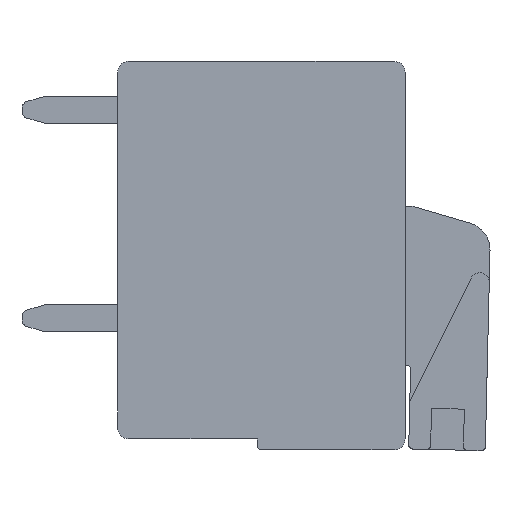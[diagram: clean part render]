
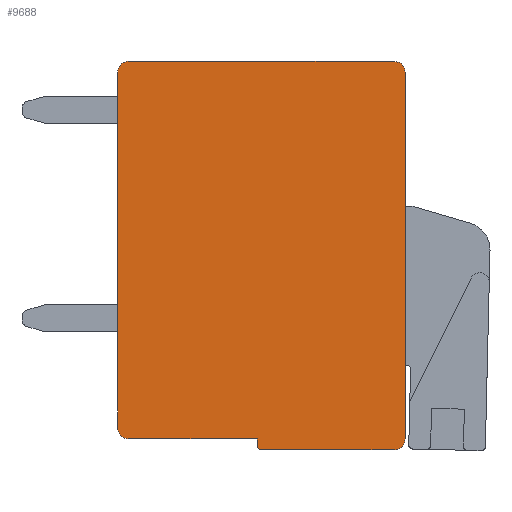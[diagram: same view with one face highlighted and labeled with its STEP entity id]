
A CAD part, front view. The second image highlights one B-rep face of the part: STEP entity #9688.
In plain terms, the highlighted planar face has unit normal (0, -1, 0).
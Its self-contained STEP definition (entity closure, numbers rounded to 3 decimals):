
#1=CARTESIAN_POINT('',(5.25,0.,-14.05));
#2=DIRECTION('',(0.,1.,0.));
#3=DIRECTION('',(0.,0.,-1.));
#4=AXIS2_PLACEMENT_3D('',#1,#2,#3);
#6=DIRECTION('',(0.,0.,1.));
#7=VECTOR('',#6,0.25);
#8=CARTESIAN_POINT('',(5.1,0.,-14.05));
#9=LINE('',#8,#7);
#10=DIRECTION('',(-1.,0.,0.));
#11=VECTOR('',#10,4.7);
#12=CARTESIAN_POINT('',(5.1,0.,-13.8));
#13=LINE('',#12,#11);
#14=CARTESIAN_POINT('',(0.4,0.,-13.4));
#15=DIRECTION('',(0.,1.,0.));
#16=DIRECTION('',(0.,0.,-1.));
#17=AXIS2_PLACEMENT_3D('',#14,#15,#16);
#19=DIRECTION('',(0.,0.,1.));
#20=VECTOR('',#19,13.);
#21=CARTESIAN_POINT('',(0.,0.,-13.4));
#22=LINE('',#21,#20);
#23=CARTESIAN_POINT('',(0.4,0.,-0.4));
#24=DIRECTION('',(0.,1.,0.));
#25=DIRECTION('',(-1.,0.,0.));
#26=AXIS2_PLACEMENT_3D('',#23,#24,#25);
#28=DIRECTION('',(1.,0.,0.));
#29=VECTOR('',#28,9.7);
#30=CARTESIAN_POINT('',(0.4,0.,0.));
#31=LINE('',#30,#29);
#32=CARTESIAN_POINT('',(10.1,0.,-0.4));
#33=DIRECTION('',(0.,1.,0.));
#34=DIRECTION('',(0.,0.,1.));
#35=AXIS2_PLACEMENT_3D('',#32,#33,#34);
#37=DIRECTION('',(0.,0.,-1.));
#38=VECTOR('',#37,13.4);
#39=CARTESIAN_POINT('',(10.5,0.,-0.4));
#40=LINE('',#39,#38);
#41=CARTESIAN_POINT('',(10.1,0.,-13.8));
#42=DIRECTION('',(0.,1.,0.));
#43=DIRECTION('',(1.,0.,0.));
#44=AXIS2_PLACEMENT_3D('',#41,#42,#43);
#46=DIRECTION('',(-1.,0.,0.));
#47=VECTOR('',#46,4.85);
#48=CARTESIAN_POINT('',(10.1,0.,-14.2));
#49=LINE('',#48,#47);
#7367=CARTESIAN_POINT('',(5.25,0.,-14.2));
#7368=CARTESIAN_POINT('',(5.1,0.,-14.05));
#7369=VERTEX_POINT('',#7367);
#7370=VERTEX_POINT('',#7368);
#7371=CARTESIAN_POINT('',(5.1,0.,-13.8));
#7372=VERTEX_POINT('',#7371);
#7373=CARTESIAN_POINT('',(0.4,0.,-13.8));
#7374=VERTEX_POINT('',#7373);
#7375=CARTESIAN_POINT('',(0.,0.,-13.4));
#7376=VERTEX_POINT('',#7375);
#7377=CARTESIAN_POINT('',(0.,0.,-0.4));
#7378=VERTEX_POINT('',#7377);
#7379=CARTESIAN_POINT('',(0.4,0.,0.));
#7380=VERTEX_POINT('',#7379);
#7381=CARTESIAN_POINT('',(10.1,0.,0.));
#7382=VERTEX_POINT('',#7381);
#7383=CARTESIAN_POINT('',(10.5,0.,-0.4));
#7384=VERTEX_POINT('',#7383);
#7385=CARTESIAN_POINT('',(10.5,0.,-13.8));
#7386=VERTEX_POINT('',#7385);
#7387=CARTESIAN_POINT('',(10.1,0.,-14.2));
#7388=VERTEX_POINT('',#7387);
#9659=CARTESIAN_POINT('',(0.,0.,0.));
#9660=DIRECTION('',(0.,1.,0.));
#9661=DIRECTION('',(1.,0.,0.));
#9662=AXIS2_PLACEMENT_3D('',#9659,#9660,#9661);
#9663=PLANE('',#9662);
#9665=ORIENTED_EDGE('',*,*,#9664,.T.);
#9667=ORIENTED_EDGE('',*,*,#9666,.T.);
#9669=ORIENTED_EDGE('',*,*,#9668,.T.);
#9671=ORIENTED_EDGE('',*,*,#9670,.T.);
#9673=ORIENTED_EDGE('',*,*,#9672,.T.);
#9675=ORIENTED_EDGE('',*,*,#9674,.T.);
#9677=ORIENTED_EDGE('',*,*,#9676,.T.);
#9679=ORIENTED_EDGE('',*,*,#9678,.T.);
#9681=ORIENTED_EDGE('',*,*,#9680,.T.);
#9683=ORIENTED_EDGE('',*,*,#9682,.T.);
#9685=ORIENTED_EDGE('',*,*,#9684,.T.);
#9686=EDGE_LOOP('',(#9665,#9667,#9669,#9671,#9673,#9675,#9677,#9679,#9681,#9683,
#9685));
#9687=FACE_OUTER_BOUND('',#9686,.F.);
#5=CIRCLE('',#4,0.15);
#18=CIRCLE('',#17,0.4);
#27=CIRCLE('',#26,0.4);
#36=CIRCLE('',#35,0.4);
#45=CIRCLE('',#44,0.4);
#9664=EDGE_CURVE('',#7369,#7370,#5,.T.);
#9666=EDGE_CURVE('',#7370,#7372,#9,.T.);
#9668=EDGE_CURVE('',#7372,#7374,#13,.T.);
#9670=EDGE_CURVE('',#7374,#7376,#18,.T.);
#9672=EDGE_CURVE('',#7376,#7378,#22,.T.);
#9674=EDGE_CURVE('',#7378,#7380,#27,.T.);
#9676=EDGE_CURVE('',#7380,#7382,#31,.T.);
#9678=EDGE_CURVE('',#7382,#7384,#36,.T.);
#9680=EDGE_CURVE('',#7384,#7386,#40,.T.);
#9682=EDGE_CURVE('',#7386,#7388,#45,.T.);
#9684=EDGE_CURVE('',#7388,#7369,#49,.T.);
#9688=ADVANCED_FACE('',(#9687),#9663,.F.);
